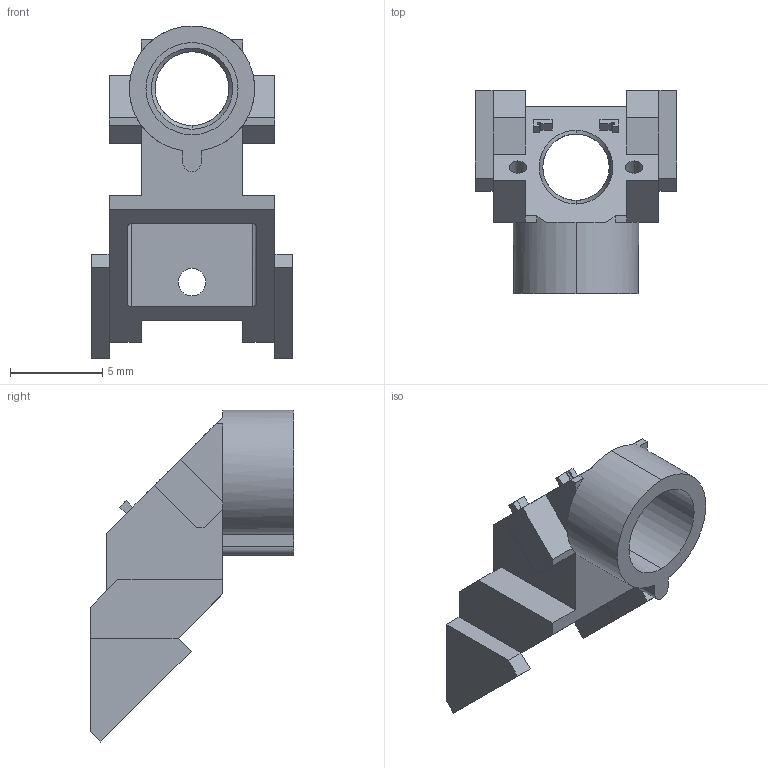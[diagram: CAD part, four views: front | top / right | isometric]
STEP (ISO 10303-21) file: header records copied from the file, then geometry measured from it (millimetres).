
FILE_DESCRIPTION (( 'STEP AP203' ), '1' );
FILE_NAME ('102-ScopeBody P1 .STEP', '2021-07-12T12:08:06', ( '' ), ( '' ), 'SwSTEP 2.0', 'SolidWorks 2020', '' );
FILE_SCHEMA (( 'CONFIG_CONTROL_DESIGN' ));
Length unit declared in the file: millimetre
Products named in the file (1): 102-ScopeBody P1 
Bounding box: 10.95 x 11.04 x 18.02 mm (x, y, z)
Volume: 346.3 mm3; surface area: 833.8 mm2
Topology: 1 solids, 1 shells, 118 faces, 315 edges, 198 vertices
Faces by surface type: plane 77, cylinder 29, cone 12
Entity records: 3710 total; most frequent: CARTESIAN_POINT 704, ORIENTED_EDGE 614, DIRECTION 595, EDGE_CURVE 307, VECTOR 233, LINE 233, VERTEX_POINT 198, AXIS2_PLACEMENT_3D 181
